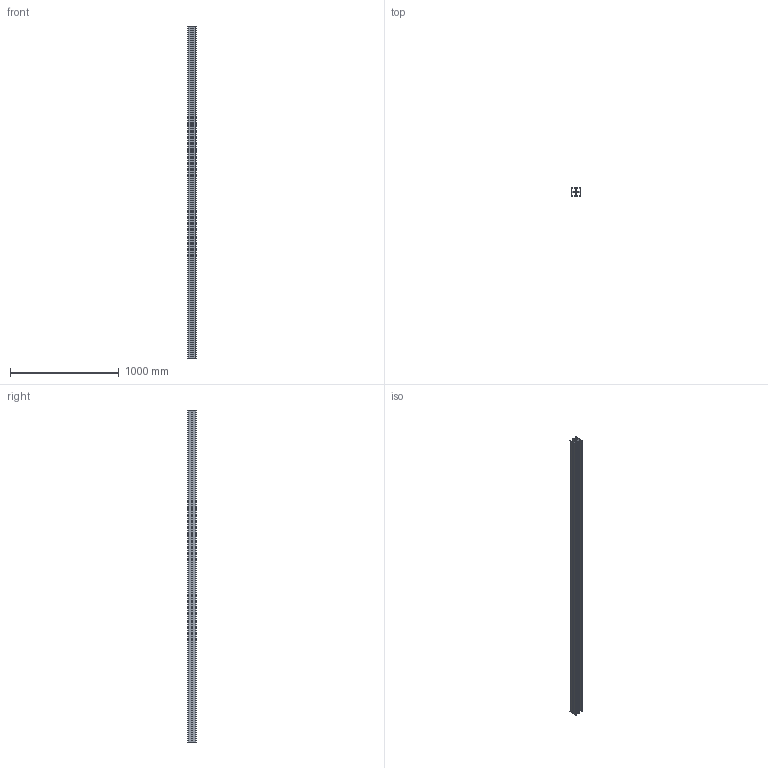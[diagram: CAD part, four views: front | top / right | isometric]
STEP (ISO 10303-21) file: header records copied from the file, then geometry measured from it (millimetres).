
FILE_DESCRIPTION((''),' ');
FILE_NAME('P1001C41.stp',' ',('Terry Dollhoff'),('Digital Brewery'),' ','ACIS 14.0',' ');
FILE_SCHEMA(('automotive_design'));
Length unit declared in the file: inch
Products named in the file (2): Part_11591
Bounding box: 82.55 x 82.55 x 3048 mm (x, y, z)
Volume: 4348522.6 mm3; surface area: 2496592.9 mm2
Topology: 1 solids, 1 shells, 106 faces, 312 edges, 208 vertices
Faces by surface type: cylinder 56, plane 50
Entity records: 8462 total; most frequent: DIRECTION 808, CARTESIAN_POINT 740, STYLED_ITEM 739, PRESENTATION_STYLE_ASSIGNMENT 739, COLOUR_RGB 739, ORIENTED_EDGE 624, CURVE_STYLE 424, DRAUGHTING_PRE_DEFINED_CURVE_FONT 424
